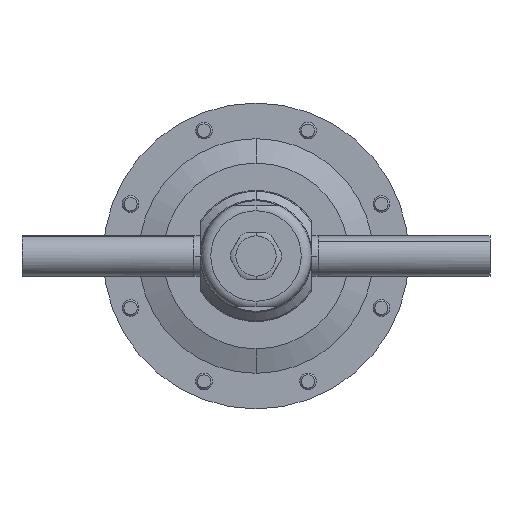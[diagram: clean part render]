
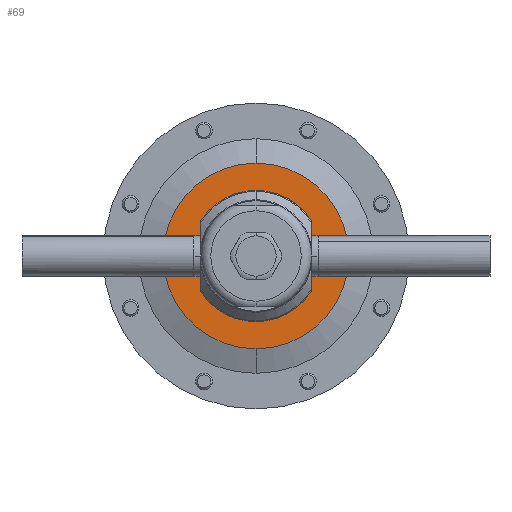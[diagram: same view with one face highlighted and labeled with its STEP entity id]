
A CAD part, front view. The second image highlights one B-rep face of the part: STEP entity #69.
In plain terms, the highlighted planar face has unit normal (0, -1, 0).
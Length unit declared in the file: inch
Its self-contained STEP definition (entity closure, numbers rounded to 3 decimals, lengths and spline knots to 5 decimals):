
#69 = ADVANCED_FACE ( 'NONE', ( #4378, #361 ), #3923, .F. ) ;
#283 = ORIENTED_EDGE ( 'NONE', *, *, #9845, .F. ) ;
#361 = FACE_OUTER_BOUND ( 'NONE', #9225, .T. ) ;
#415 = ORIENTED_EDGE ( 'NONE', *, *, #2595, .T. ) ;
#1325 = CARTESIAN_POINT ( 'NONE',  ( 0., -0.286, 1.12 ) ) ;
#1737 = CARTESIAN_POINT ( 'NONE',  ( 0., -0.286, 1.73079 ) ) ;
#1968 = AXIS2_PLACEMENT_3D ( 'NONE', #4988, #5067, #3319 ) ;
#1973 = DIRECTION ( 'NONE',  ( 0., 0., 1. ) ) ;
#2143 = DIRECTION ( 'NONE',  ( 0., 0., 1. ) ) ;
#2507 = CIRCLE ( 'NONE', #9028, 1.73079 ) ;
#2595 = EDGE_CURVE ( 'NONE', #2629, #10760, #2507, .T. ) ;
#2629 = VERTEX_POINT ( 'NONE', #7159 ) ;
#2802 = CIRCLE ( 'NONE', #9014, 1.12 ) ;
#3319 = DIRECTION ( 'NONE',  ( 0., 0., 1. ) ) ;
#3923 = PLANE ( 'NONE',  #6171 ) ;
#4373 = CARTESIAN_POINT ( 'NONE',  ( 0., -0.286, 0. ) ) ;
#4378 = FACE_BOUND ( 'NONE', #4661, .T. ) ;
#4569 = AXIS2_PLACEMENT_3D ( 'NONE', #4373, #5260, #5154 ) ;
#4576 = CIRCLE ( 'NONE', #1968, 1.73079 ) ;
#4661 = EDGE_LOOP ( 'NONE', ( #5791, #283 ) ) ;
#4988 = CARTESIAN_POINT ( 'NONE',  ( 0., -0.286, 0. ) ) ;
#5045 = CIRCLE ( 'NONE', #4569, 1.12 ) ;
#5067 = DIRECTION ( 'NONE',  ( 0., -1., 0. ) ) ;
#5154 = DIRECTION ( 'NONE',  ( 0., 0., 1. ) ) ;
#5260 = DIRECTION ( 'NONE',  ( 0., -1., 0. ) ) ;
#5285 = DIRECTION ( 'NONE',  ( 0., 0., 1. ) ) ;
#5354 = CARTESIAN_POINT ( 'NONE',  ( 0., -0.286, -1.12 ) ) ;
#5791 = ORIENTED_EDGE ( 'NONE', *, *, #8088, .F. ) ;
#6023 = EDGE_CURVE ( 'NONE', #10760, #2629, #4576, .T. ) ;
#6171 = AXIS2_PLACEMENT_3D ( 'NONE', #10692, #6580, #2143 ) ;
#6267 = CARTESIAN_POINT ( 'NONE',  ( 0., -0.286, 0. ) ) ;
#6580 = DIRECTION ( 'NONE',  ( 0., 1., 0. ) ) ;
#6665 = VERTEX_POINT ( 'NONE', #5354 ) ;
#7104 = CARTESIAN_POINT ( 'NONE',  ( 0., -0.286, 0. ) ) ;
#7159 = CARTESIAN_POINT ( 'NONE',  ( 0., -0.286, -1.73079 ) ) ;
#7904 = DIRECTION ( 'NONE',  ( 0., -1., 0. ) ) ;
#8088 = EDGE_CURVE ( 'NONE', #6665, #9045, #2802, .T. ) ;
#8918 = DIRECTION ( 'NONE',  ( 0., -1., 0. ) ) ;
#9014 = AXIS2_PLACEMENT_3D ( 'NONE', #7104, #8918, #1973 ) ;
#9028 = AXIS2_PLACEMENT_3D ( 'NONE', #6267, #7904, #5285 ) ;
#9045 = VERTEX_POINT ( 'NONE', #1325 ) ;
#9225 = EDGE_LOOP ( 'NONE', ( #10417, #415 ) ) ;
#9845 = EDGE_CURVE ( 'NONE', #9045, #6665, #5045, .T. ) ;
#10417 = ORIENTED_EDGE ( 'NONE', *, *, #6023, .T. ) ;
#10692 = CARTESIAN_POINT ( 'NONE',  ( 0., -0.286, 0. ) ) ;
#10760 = VERTEX_POINT ( 'NONE', #1737 ) ;
